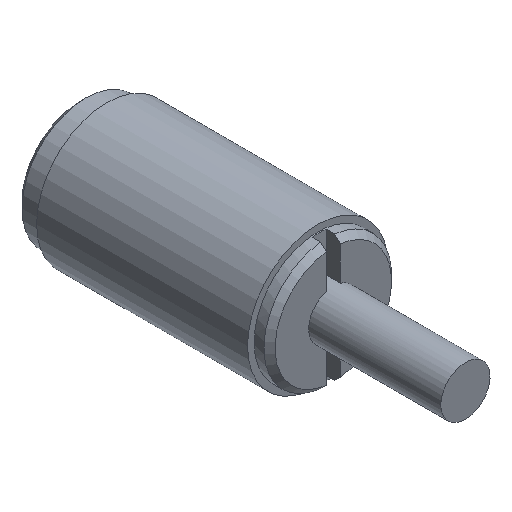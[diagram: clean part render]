
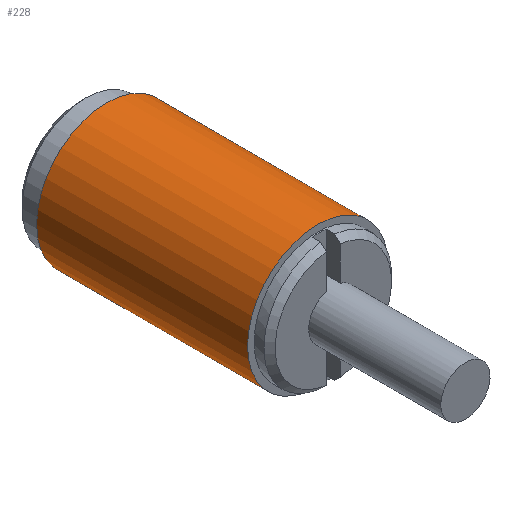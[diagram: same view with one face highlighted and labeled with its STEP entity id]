
A CAD part, isometric view. The second image highlights one B-rep face of the part: STEP entity #228.
In plain terms, the highlighted cylindrical face has radius 5 mm (diameter 10 mm), a full revolution.
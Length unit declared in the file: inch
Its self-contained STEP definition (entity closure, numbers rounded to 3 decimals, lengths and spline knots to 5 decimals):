
#18 = DIRECTION ( 'NONE',  ( 0., 1., 0. ) ) ;
#44 = VERTEX_POINT ( 'NONE', #140 ) ;
#98 = EDGE_CURVE ( 'NONE', #439, #439, #201, .T. ) ;
#117 = CYLINDRICAL_SURFACE ( 'NONE', #175, 0.19685 ) ;
#140 = CARTESIAN_POINT ( 'NONE',  ( 0., -0.29528, 0.19685 ) ) ;
#147 = EDGE_LOOP ( 'NONE', ( #293 ) ) ;
#156 = DIRECTION ( 'NONE',  ( 0., 0., 1. ) ) ;
#158 = CARTESIAN_POINT ( 'NONE',  ( 0., 0.29528, 0. ) ) ;
#164 = CIRCLE ( 'NONE', #544, 0.19685 ) ;
#168 = DIRECTION ( 'NONE',  ( 0., 0., 1. ) ) ;
#175 = AXIS2_PLACEMENT_3D ( 'NONE', #158, #261, #381 ) ;
#201 = CIRCLE ( 'NONE', #388, 0.19685 ) ;
#212 = FACE_OUTER_BOUND ( 'NONE', #147, .T. ) ;
#228 = ADVANCED_FACE ( 'NONE', ( #212, #471 ), #117, .T. ) ;
#261 = DIRECTION ( 'NONE',  ( 0., -1., 0. ) ) ;
#263 = ORIENTED_EDGE ( 'NONE', *, *, #432, .T. ) ;
#293 = ORIENTED_EDGE ( 'NONE', *, *, #98, .F. ) ;
#363 = CARTESIAN_POINT ( 'NONE',  ( 0., 0.29528, 0.19685 ) ) ;
#381 = DIRECTION ( 'NONE',  ( 0., 0., -1. ) ) ;
#388 = AXIS2_PLACEMENT_3D ( 'NONE', #540, #18, #156 ) ;
#395 = DIRECTION ( 'NONE',  ( 0., 1., 0. ) ) ;
#432 = EDGE_CURVE ( 'NONE', #44, #44, #164, .T. ) ;
#439 = VERTEX_POINT ( 'NONE', #363 ) ;
#469 = CARTESIAN_POINT ( 'NONE',  ( 0., -0.29528, 0. ) ) ;
#471 = FACE_OUTER_BOUND ( 'NONE', #523, .T. ) ;
#523 = EDGE_LOOP ( 'NONE', ( #263 ) ) ;
#540 = CARTESIAN_POINT ( 'NONE',  ( 0., 0.29528, 0. ) ) ;
#544 = AXIS2_PLACEMENT_3D ( 'NONE', #469, #395, #168 ) ;
